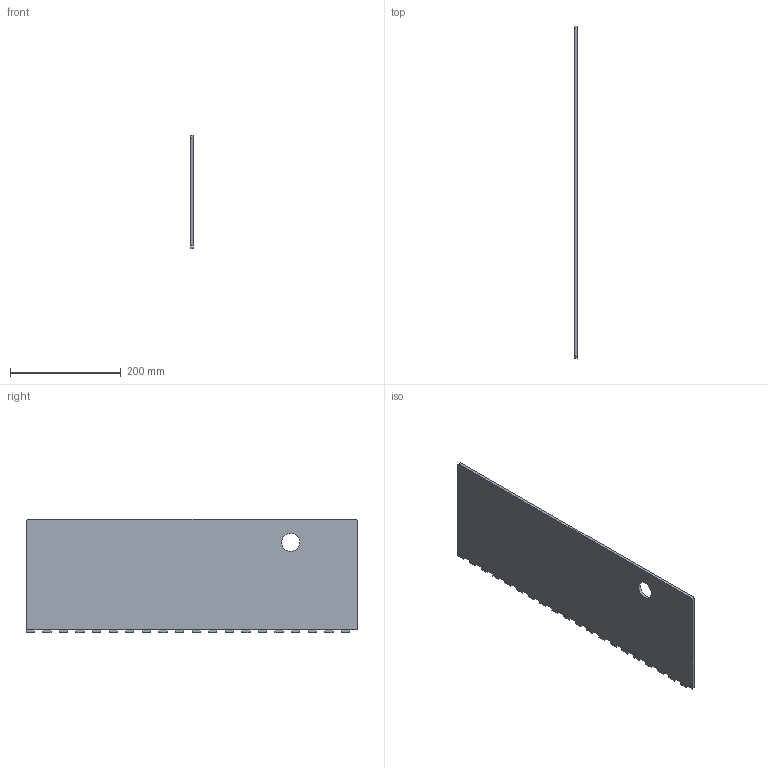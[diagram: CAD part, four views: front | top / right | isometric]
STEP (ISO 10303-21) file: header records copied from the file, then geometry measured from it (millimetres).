
FILE_DESCRIPTION(/* description */ (''),/* implementation_level */ '2;1');
FILE_NAME(/* name */ 'chassis_final_base_lateralll v7.step',/* time_stamp */ '2025-06-16T07:34:18+02:00',/* author */ (''),/* organization */ (''),/* preprocessor_version */ 'ST-DEVELOPER v20.1',/* originating_system */ 'Autodesk Translation Framework v14.10.0.0',/* authorisation */ '');
FILE_SCHEMA (('AUTOMOTIVE_DESIGN { 1 0 10303 214 3 1 1 }'));
Length unit declared in the file: millimetre
Products named in the file (1): chassis_final_base_lateralll
Bounding box: 5.03 x 600 x 205 mm (x, y, z)
Volume: 603298.5 mm3; surface area: 250823.9 mm2
Topology: 1 solids, 1 shells, 129 faces, 341 edges, 214 vertices
Faces by surface type: plane 126, cylinder 3
Full cylindrical faces by diameter (mm): 32.5 x1
Entity records: 3894 total; most frequent: CARTESIAN_POINT 685, ORIENTED_EDGE 682, DIRECTION 607, EDGE_CURVE 341, LINE 335, VECTOR 335, VERTEX_POINT 214, AXIS2_PLACEMENT_3D 136
